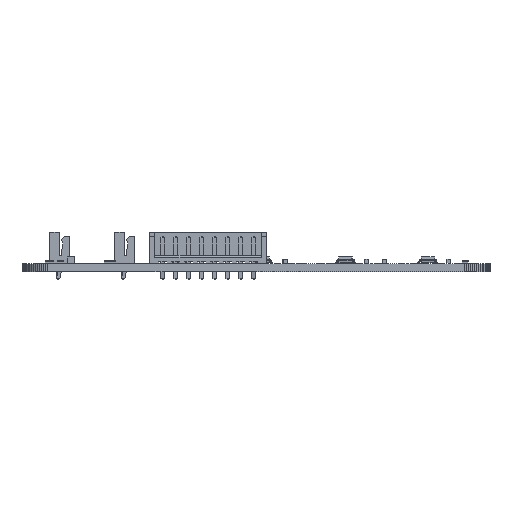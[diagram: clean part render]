
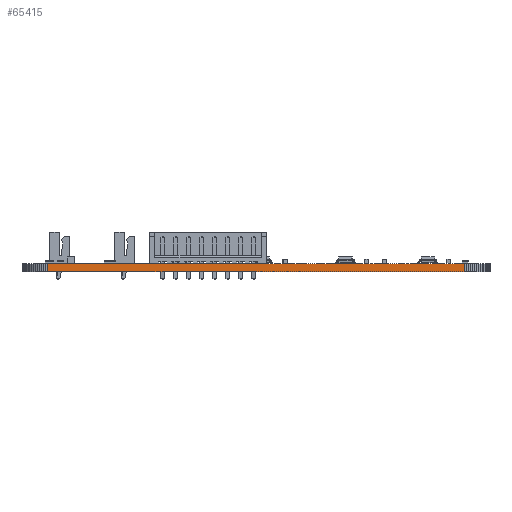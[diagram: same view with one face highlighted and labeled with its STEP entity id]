
A CAD part, left-side view. The second image highlights one B-rep face of the part: STEP entity #65415.
In plain terms, the highlighted planar face has unit normal (-1, 0, 0).
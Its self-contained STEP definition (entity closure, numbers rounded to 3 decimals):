
#44815 = PLANE('',#44816);
#44816 = AXIS2_PLACEMENT_3D('',#44817,#44818,#44819);
#44817 = CARTESIAN_POINT('',(140.664,-103.736,1.6));
#44818 = DIRECTION('',(-0.,-0.,-1.));
#44819 = DIRECTION('',(-1.,0.,0.));
#44869 = PLANE('',#44870);
#44870 = AXIS2_PLACEMENT_3D('',#44871,#44872,#44873);
#44871 = CARTESIAN_POINT('',(140.664,-103.736,0.));
#44872 = DIRECTION('',(-0.,-0.,-1.));
#44873 = DIRECTION('',(-1.,0.,0.));
#46518 = VERTEX_POINT('',#46519);
#46519 = CARTESIAN_POINT('',(96.064,-143.736,0.));
#46533 = PLANE('',#46534);
#46534 = AXIS2_PLACEMENT_3D('',#46535,#46536,#46537);
#46535 = CARTESIAN_POINT('',(96.083,-144.171,0.));
#46536 = DIRECTION('',(-0.999,-0.044,0.));
#46537 = DIRECTION('',(-0.044,0.999,0.));
#46545 = EDGE_CURVE('',#46518,#46546,#46548,.T.);
#46546 = VERTEX_POINT('',#46547);
#46547 = CARTESIAN_POINT('',(96.064,-63.736,0.));
#46548 = SURFACE_CURVE('',#46549,(#46553,#46560),.PCURVE_S1.);
#46549 = LINE('',#46550,#46551);
#46550 = CARTESIAN_POINT('',(96.064,-143.736,0.));
#46551 = VECTOR('',#46552,1.);
#46552 = DIRECTION('',(0.,1.,0.));
#46553 = PCURVE('',#44869,#46554);
#46554 = DEFINITIONAL_REPRESENTATION('',(#46555),#46559);
#46555 = LINE('',#46556,#46557);
#46556 = CARTESIAN_POINT('',(44.6,-40.));
#46557 = VECTOR('',#46558,1.);
#46558 = DIRECTION('',(0.,1.));
#46559 = ( GEOMETRIC_REPRESENTATION_CONTEXT(2) 
PARAMETRIC_REPRESENTATION_CONTEXT() REPRESENTATION_CONTEXT('2D SPACE',''
  ) );
#46560 = PCURVE('',#46561,#46566);
#46561 = PLANE('',#46562);
#46562 = AXIS2_PLACEMENT_3D('',#46563,#46564,#46565);
#46563 = CARTESIAN_POINT('',(96.064,-143.736,0.));
#46564 = DIRECTION('',(-1.,0.,0.));
#46565 = DIRECTION('',(0.,1.,0.));
#46566 = DEFINITIONAL_REPRESENTATION('',(#46567),#46571);
#46567 = LINE('',#46568,#46569);
#46568 = CARTESIAN_POINT('',(0.,0.));
#46569 = VECTOR('',#46570,1.);
#46570 = DIRECTION('',(1.,0.));
#46571 = ( GEOMETRIC_REPRESENTATION_CONTEXT(2) 
PARAMETRIC_REPRESENTATION_CONTEXT() REPRESENTATION_CONTEXT('2D SPACE',''
  ) );
#46589 = PLANE('',#46590);
#46590 = AXIS2_PLACEMENT_3D('',#46591,#46592,#46593);
#46591 = CARTESIAN_POINT('',(96.064,-63.736,0.));
#46592 = DIRECTION('',(-0.999,0.044,0.));
#46593 = DIRECTION('',(0.044,0.999,0.));
#56792 = VERTEX_POINT('',#56793);
#56793 = CARTESIAN_POINT('',(96.064,-143.736,1.6));
#56814 = EDGE_CURVE('',#56792,#56815,#56817,.T.);
#56815 = VERTEX_POINT('',#56816);
#56816 = CARTESIAN_POINT('',(96.064,-63.736,1.6));
#56817 = SURFACE_CURVE('',#56818,(#56822,#56829),.PCURVE_S1.);
#56818 = LINE('',#56819,#56820);
#56819 = CARTESIAN_POINT('',(96.064,-143.736,1.6));
#56820 = VECTOR('',#56821,1.);
#56821 = DIRECTION('',(0.,1.,0.));
#56822 = PCURVE('',#44815,#56823);
#56823 = DEFINITIONAL_REPRESENTATION('',(#56824),#56828);
#56824 = LINE('',#56825,#56826);
#56825 = CARTESIAN_POINT('',(44.6,-40.));
#56826 = VECTOR('',#56827,1.);
#56827 = DIRECTION('',(0.,1.));
#56828 = ( GEOMETRIC_REPRESENTATION_CONTEXT(2) 
PARAMETRIC_REPRESENTATION_CONTEXT() REPRESENTATION_CONTEXT('2D SPACE',''
  ) );
#56829 = PCURVE('',#46561,#56830);
#56830 = DEFINITIONAL_REPRESENTATION('',(#56831),#56835);
#56831 = LINE('',#56832,#56833);
#56832 = CARTESIAN_POINT('',(0.,-1.6));
#56833 = VECTOR('',#56834,1.);
#56834 = DIRECTION('',(1.,0.));
#56835 = ( GEOMETRIC_REPRESENTATION_CONTEXT(2) 
PARAMETRIC_REPRESENTATION_CONTEXT() REPRESENTATION_CONTEXT('2D SPACE',''
  ) );
#65365 = EDGE_CURVE('',#46546,#56815,#65366,.T.);
#65366 = SURFACE_CURVE('',#65367,(#65371,#65378),.PCURVE_S1.);
#65367 = LINE('',#65368,#65369);
#65368 = CARTESIAN_POINT('',(96.064,-63.736,0.));
#65369 = VECTOR('',#65370,1.);
#65370 = DIRECTION('',(0.,0.,1.));
#65371 = PCURVE('',#46589,#65372);
#65372 = DEFINITIONAL_REPRESENTATION('',(#65373),#65377);
#65373 = LINE('',#65374,#65375);
#65374 = CARTESIAN_POINT('',(0.,0.));
#65375 = VECTOR('',#65376,1.);
#65376 = DIRECTION('',(0.,-1.));
#65377 = ( GEOMETRIC_REPRESENTATION_CONTEXT(2) 
PARAMETRIC_REPRESENTATION_CONTEXT() REPRESENTATION_CONTEXT('2D SPACE',''
  ) );
#65378 = PCURVE('',#46561,#65379);
#65379 = DEFINITIONAL_REPRESENTATION('',(#65380),#65384);
#65380 = LINE('',#65381,#65382);
#65381 = CARTESIAN_POINT('',(80.,0.));
#65382 = VECTOR('',#65383,1.);
#65383 = DIRECTION('',(0.,-1.));
#65384 = ( GEOMETRIC_REPRESENTATION_CONTEXT(2) 
PARAMETRIC_REPRESENTATION_CONTEXT() REPRESENTATION_CONTEXT('2D SPACE',''
  ) );
#65415 = ADVANCED_FACE('',(#65416),#46561,.T.);
#65416 = FACE_BOUND('',#65417,.T.);
#65417 = EDGE_LOOP('',(#65418,#65439,#65440,#65441));
#65418 = ORIENTED_EDGE('',*,*,#65419,.T.);
#65419 = EDGE_CURVE('',#46518,#56792,#65420,.T.);
#65420 = SURFACE_CURVE('',#65421,(#65425,#65432),.PCURVE_S1.);
#65421 = LINE('',#65422,#65423);
#65422 = CARTESIAN_POINT('',(96.064,-143.736,0.));
#65423 = VECTOR('',#65424,1.);
#65424 = DIRECTION('',(0.,0.,1.));
#65425 = PCURVE('',#46561,#65426);
#65426 = DEFINITIONAL_REPRESENTATION('',(#65427),#65431);
#65427 = LINE('',#65428,#65429);
#65428 = CARTESIAN_POINT('',(0.,0.));
#65429 = VECTOR('',#65430,1.);
#65430 = DIRECTION('',(0.,-1.));
#65431 = ( GEOMETRIC_REPRESENTATION_CONTEXT(2) 
PARAMETRIC_REPRESENTATION_CONTEXT() REPRESENTATION_CONTEXT('2D SPACE',''
  ) );
#65432 = PCURVE('',#46533,#65433);
#65433 = DEFINITIONAL_REPRESENTATION('',(#65434),#65438);
#65434 = LINE('',#65435,#65436);
#65435 = CARTESIAN_POINT('',(0.436,0.));
#65436 = VECTOR('',#65437,1.);
#65437 = DIRECTION('',(0.,-1.));
#65438 = ( GEOMETRIC_REPRESENTATION_CONTEXT(2) 
PARAMETRIC_REPRESENTATION_CONTEXT() REPRESENTATION_CONTEXT('2D SPACE',''
  ) );
#65439 = ORIENTED_EDGE('',*,*,#56814,.T.);
#65440 = ORIENTED_EDGE('',*,*,#65365,.F.);
#65441 = ORIENTED_EDGE('',*,*,#46545,.F.);
